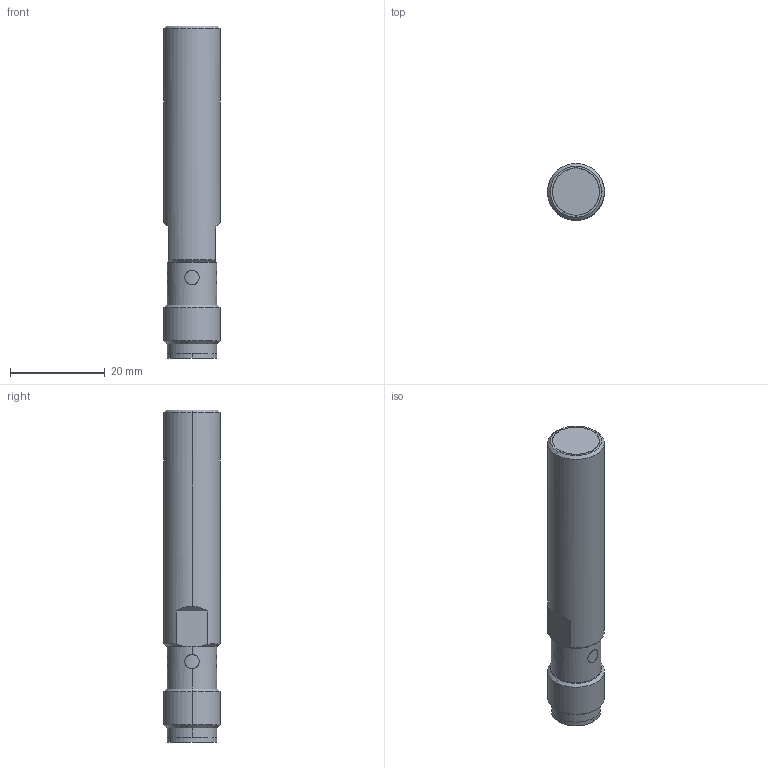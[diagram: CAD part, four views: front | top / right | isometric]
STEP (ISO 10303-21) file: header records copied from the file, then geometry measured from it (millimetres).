
FILE_DESCRIPTION((''),'2;1');
FILE_NAME('LONG_FLUSH_PLUG_ASM','2018-05-23T',('Eric.Zhang'),(''),'PRO/ENGINEER BY PARAMETRIC TECHNOLOGY CORPORATION, 2007450','PRO/ENGINEER BY PARAMETRIC TECHNOLOGY CORPORATION, 2007450','');
FILE_SCHEMA(('AUTOMOTIVE_DESIGN_CC2 { 1 2 10303 214 -1 1 5 2 }'));
Length unit declared in the file: millimetre
Products named in the file (7): 84-021; 1402165; 44-044; 58-200; LONG_FLUSH_PLUG_PCB; COMPOUND_LFP; LONG_FLUSH_PLUG_ASM
Assembly tree (6 placements, depth 2):
  LONG_FLUSH_PLUG_ASM
    84-021
    1402165
    44-044
    58-200
    LONG_FLUSH_PLUG_PCB
    COMPOUND_LFP
Bounding box: 12 x 12 x 70.2 mm (x, y, z)
Volume: 6989.3 mm3; surface area: 11143.4 mm2
Topology: 8 solids, 8 shells, 402 faces, 1022 edges, 657 vertices
Faces by surface type: plane 160, cylinder 146, cone 54, torus 32, sphere 10
Entity records: 15049 total; most frequent: CARTESIAN_POINT 2788, DIRECTION 2207, ORIENTED_EDGE 2028, EDGE_CURVE 1014, AXIS2_PLACEMENT_3D 862, VERTEX_POINT 657, PRESENTATION_STYLE_ASSIGNMENT 649, STYLED_ITEM 605
